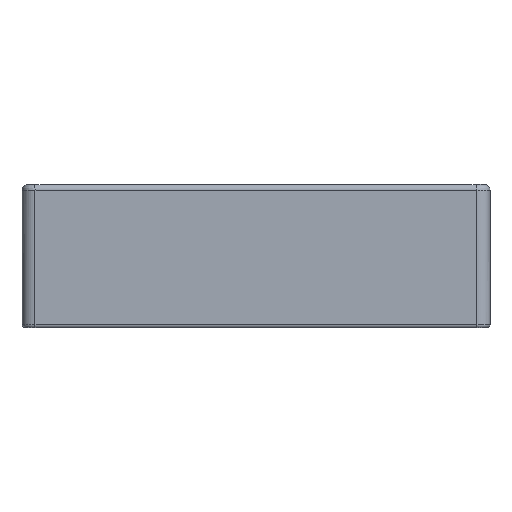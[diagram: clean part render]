
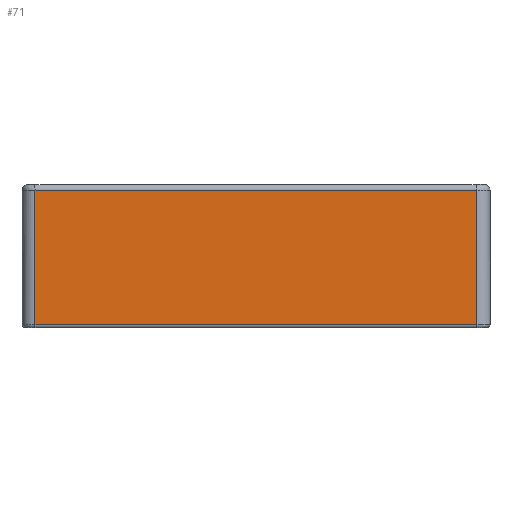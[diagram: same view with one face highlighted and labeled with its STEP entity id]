
A CAD part, left-side view. The second image highlights one B-rep face of the part: STEP entity #71.
In plain terms, the highlighted planar face has unit normal (-1, 0, 0).
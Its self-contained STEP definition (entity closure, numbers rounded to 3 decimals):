
#71=ADVANCED_FACE('',(#306),#3379,.T.);
#306=FACE_OUTER_BOUND('',#543,.T.);
#543=EDGE_LOOP('',(#955,#956,#957,#958));
#955=ORIENTED_EDGE('',*,*,#1983,.F.);
#956=ORIENTED_EDGE('',*,*,#1984,.F.);
#957=ORIENTED_EDGE('',*,*,#1985,.F.);
#958=ORIENTED_EDGE('',*,*,#1982,.F.);
#1982=EDGE_CURVE('',#3117,#3118,#2513,.T.);
#1983=EDGE_CURVE('',#3119,#3117,#2514,.T.);
#1984=EDGE_CURVE('',#3120,#3119,#2515,.T.);
#1985=EDGE_CURVE('',#3118,#3120,#2516,.T.);
#2513=B_SPLINE_CURVE_WITH_KNOTS('',1,(#40520,#40521),.UNSPECIFIED.,.F.,
 .F.,(2,2),(-103.5,0.),.UNSPECIFIED.);
#2514=B_SPLINE_CURVE_WITH_KNOTS('',1,(#40522,#40523),.UNSPECIFIED.,.F.,
 .F.,(2,2),(-340.,0.),.UNSPECIFIED.);
#2515=B_SPLINE_CURVE_WITH_KNOTS('',1,(#40524,#40525),.UNSPECIFIED.,.F.,
 .F.,(2,2),(-103.5,0.),.UNSPECIFIED.);
#2516=B_SPLINE_CURVE_WITH_KNOTS('',1,(#40526,#40527),.UNSPECIFIED.,.F.,
 .F.,(2,2),(-340.,0.),.UNSPECIFIED.);
#3117=VERTEX_POINT('',#39532);
#3118=VERTEX_POINT('',#39533);
#3119=VERTEX_POINT('',#39534);
#3120=VERTEX_POINT('',#39535);
#3379=PLANE('',#3592);
#3592=AXIS2_PLACEMENT_3D('',#4991,#3691,$);
#3691=DIRECTION('',(-1.,0.,0.));
#4991=CARTESIAN_POINT('',(-250.,-204.06,-8.41));
#39532=CARTESIAN_POINT('',(-250.,170.,2.));
#39533=CARTESIAN_POINT('',(-250.,170.,105.5));
#39534=CARTESIAN_POINT('',(-250.,-170.,2.));
#39535=CARTESIAN_POINT('',(-250.,-170.,105.5));
#40520=CARTESIAN_POINT('',(-250.,170.,2.));
#40521=CARTESIAN_POINT('',(-250.,170.,105.5));
#40522=CARTESIAN_POINT('',(-250.,-170.,2.));
#40523=CARTESIAN_POINT('',(-250.,170.,2.));
#40524=CARTESIAN_POINT('',(-250.,-170.,105.5));
#40525=CARTESIAN_POINT('',(-250.,-170.,2.));
#40526=CARTESIAN_POINT('',(-250.,170.,105.5));
#40527=CARTESIAN_POINT('',(-250.,-170.,105.5));
